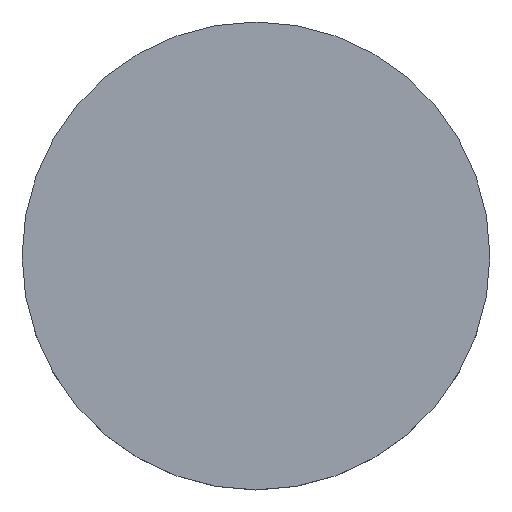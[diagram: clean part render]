
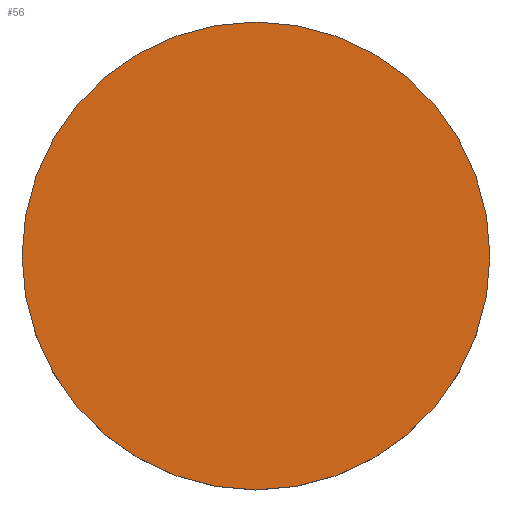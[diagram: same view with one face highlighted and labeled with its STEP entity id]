
A CAD part, top view. The second image highlights one B-rep face of the part: STEP entity #56.
In plain terms, the highlighted planar face has unit normal (0, 0, 1).
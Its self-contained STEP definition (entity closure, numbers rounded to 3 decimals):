
#1 = PLANE ( 'NONE',  #183 ) ;
#37 = VERTEX_POINT ( 'NONE', #213 ) ;
#41 = CARTESIAN_POINT ( 'NONE',  ( 0., 26.112, 3.7 ) ) ;
#44 = CARTESIAN_POINT ( 'NONE',  ( 0., 0., 3.7 ) ) ;
#46 = DIRECTION ( 'NONE',  ( 0., 0., -1. ) ) ;
#51 = CIRCLE ( 'NONE', #104, 12.7 ) ;
#55 = CIRCLE ( 'NONE', #175, 12.7 ) ;
#56 = ADVANCED_FACE ( 'NONE', ( #87 ), #1, .T. ) ;
#60 = DIRECTION ( 'NONE',  ( 1., 0., 0. ) ) ;
#82 = EDGE_LOOP ( 'NONE', ( #88, #224 ) ) ;
#87 = FACE_OUTER_BOUND ( 'NONE', #82, .T. ) ;
#88 = ORIENTED_EDGE ( 'NONE', *, *, #100, .F. ) ;
#92 = DIRECTION ( 'NONE',  ( 0., 0., 1. ) ) ;
#94 = EDGE_CURVE ( 'NONE', #220, #37, #55, .T. ) ;
#100 = EDGE_CURVE ( 'NONE', #37, #220, #51, .T. ) ;
#104 = AXIS2_PLACEMENT_3D ( 'NONE', #44, #161, #114 ) ;
#114 = DIRECTION ( 'NONE',  ( 1., 0., 0. ) ) ;
#128 = DIRECTION ( 'NONE',  ( 1., 0., 0. ) ) ;
#134 = CARTESIAN_POINT ( 'NONE',  ( 0., 0., 3.7 ) ) ;
#161 = DIRECTION ( 'NONE',  ( 0., 0., -1. ) ) ;
#175 = AXIS2_PLACEMENT_3D ( 'NONE', #134, #46, #60 ) ;
#183 = AXIS2_PLACEMENT_3D ( 'NONE', #41, #92, #128 ) ;
#196 = CARTESIAN_POINT ( 'NONE',  ( -12.7, 0., 3.7 ) ) ;
#213 = CARTESIAN_POINT ( 'NONE',  ( 12.7, 0., 3.7 ) ) ;
#220 = VERTEX_POINT ( 'NONE', #196 ) ;
#224 = ORIENTED_EDGE ( 'NONE', *, *, #94, .F. ) ;
